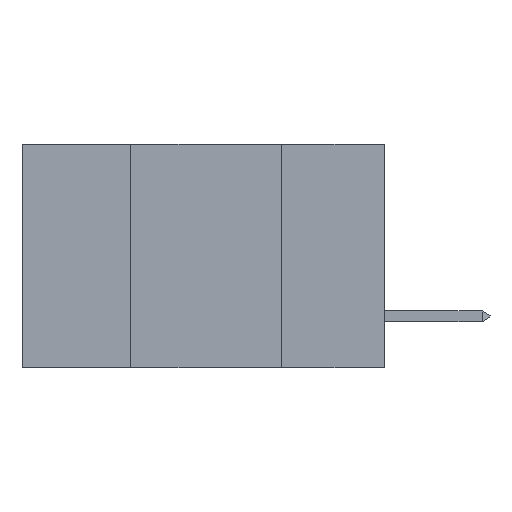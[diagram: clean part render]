
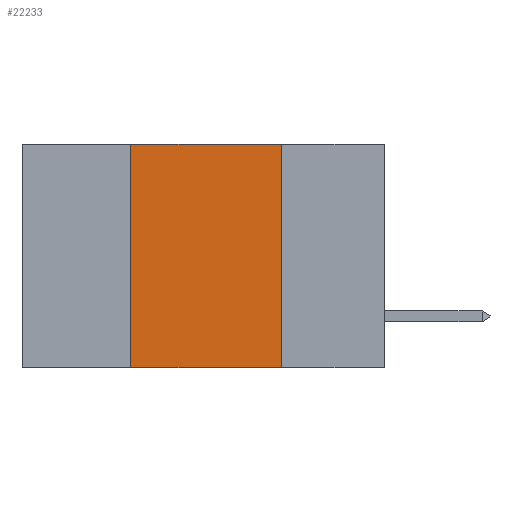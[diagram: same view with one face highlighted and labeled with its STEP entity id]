
A CAD part, left-side view. The second image highlights one B-rep face of the part: STEP entity #22233.
In plain terms, the highlighted planar face has unit normal (-1, 0, 0).
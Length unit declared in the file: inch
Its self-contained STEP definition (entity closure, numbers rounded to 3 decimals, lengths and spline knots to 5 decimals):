
#106 = CARTESIAN_POINT ( 'NONE',  ( 0., 0.42, 0. ) ) ;
#311 = AXIS2_PLACEMENT_3D ( 'NONE', #14836, #20200, #34346 ) ;
#4950 = EDGE_CURVE ( 'NONE', #32885, #17716, #22143, .T. ) ;
#6057 = DIRECTION ( 'NONE',  ( 0., -1., 0. ) ) ;
#6214 = CARTESIAN_POINT ( 'NONE',  ( 0., 0.17, 0. ) ) ;
#6970 = VECTOR ( 'NONE', #6057, 39.37008 ) ;
#8369 = VERTEX_POINT ( 'NONE', #9513 ) ;
#8970 = ORIENTED_EDGE ( 'NONE', *, *, #13236, .T. ) ;
#9513 = CARTESIAN_POINT ( 'NONE',  ( 0., 0.42, -0.37 ) ) ;
#11854 = ORIENTED_EDGE ( 'NONE', *, *, #35263, .F. ) ;
#12156 = LINE ( 'NONE', #15219, #30692 ) ;
#12416 = DIRECTION ( 'NONE',  ( 0., 0., 1. ) ) ;
#13236 = EDGE_CURVE ( 'NONE', #8369, #15113, #27375, .T. ) ;
#13910 = DIRECTION ( 'NONE',  ( 0., -1., 0. ) ) ;
#14662 = PLANE ( 'NONE',  #311 ) ;
#14836 = CARTESIAN_POINT ( 'NONE',  ( 0., 0.6, 0. ) ) ;
#15113 = VERTEX_POINT ( 'NONE', #17487 ) ;
#15219 = CARTESIAN_POINT ( 'NONE',  ( 0., 0.17, 0. ) ) ;
#17487 = CARTESIAN_POINT ( 'NONE',  ( 0., 0.17, -0.37 ) ) ;
#17716 = VERTEX_POINT ( 'NONE', #6214 ) ;
#20200 = DIRECTION ( 'NONE',  ( 1., 0., 0. ) ) ;
#22143 = LINE ( 'NONE', #33068, #27907 ) ;
#22233 = ADVANCED_FACE ( 'NONE', ( #28280 ), #14662, .F. ) ;
#23073 = VECTOR ( 'NONE', #12416, 39.37008 ) ;
#23092 = DIRECTION ( 'NONE',  ( 0., 0., -1. ) ) ;
#26262 = ORIENTED_EDGE ( 'NONE', *, *, #4950, .F. ) ;
#27269 = ORIENTED_EDGE ( 'NONE', *, *, #30167, .F. ) ;
#27375 = LINE ( 'NONE', #27555, #6970 ) ;
#27555 = CARTESIAN_POINT ( 'NONE',  ( 0., 0.6, -0.37 ) ) ;
#27907 = VECTOR ( 'NONE', #13910, 39.37008 ) ;
#28280 = FACE_OUTER_BOUND ( 'NONE', #35306, .T. ) ;
#29083 = LINE ( 'NONE', #31781, #23073 ) ;
#30167 = EDGE_CURVE ( 'NONE', #8369, #32885, #29083, .T. ) ;
#30692 = VECTOR ( 'NONE', #23092, 39.37008 ) ;
#31781 = CARTESIAN_POINT ( 'NONE',  ( 0., 0.42, 0. ) ) ;
#32885 = VERTEX_POINT ( 'NONE', #106 ) ;
#33068 = CARTESIAN_POINT ( 'NONE',  ( 0., 0.6, 0. ) ) ;
#34346 = DIRECTION ( 'NONE',  ( 0., 0., -1. ) ) ;
#35263 = EDGE_CURVE ( 'NONE', #17716, #15113, #12156, .T. ) ;
#35306 = EDGE_LOOP ( 'NONE', ( #11854, #26262, #27269, #8970 ) ) ;
